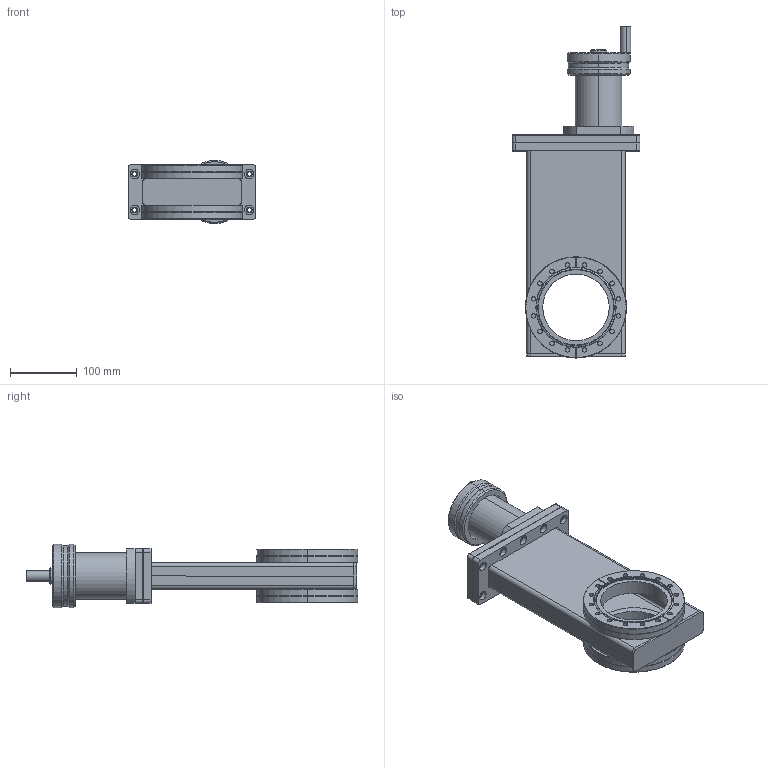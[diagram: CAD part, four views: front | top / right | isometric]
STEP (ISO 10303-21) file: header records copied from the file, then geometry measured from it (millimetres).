
FILE_DESCRIPTION (( 'STEP AP214' ), '1' );
FILE_NAME ('TLG4000_CF_FLANGES_MANUAL_ACTUATION_ELASTOMER_AND_METAL_BONNET.STEP', '2025-01-24T19:18:14', ( '' ), ( '' ), 'SwSTEP 2.0', 'SolidWorks 2023', '' );
FILE_SCHEMA (( 'AUTOMOTIVE_DESIGN' ));
Length unit declared in the file: inch
Products named in the file (1): TLG4000_CF_FLANGES_MANUAL_ACTUATION_ELASTOMER_AND_METAL_BONNET
Bounding box: 192 x 498.8 x 95 mm (x, y, z)
Volume: 1291706.4 mm3; surface area: 470369.2 mm2
Topology: 14 solids, 14 shells, 520 faces, 1251 edges, 785 vertices
Faces by surface type: cylinder 281, plane 165, cone 62, torus 12
Entity records: 16107 total; most frequent: CARTESIAN_POINT 3075, DIRECTION 2899, ORIENTED_EDGE 2474, EDGE_CURVE 1237, AXIS2_PLACEMENT_3D 1157, VERTEX_POINT 785, EDGE_LOOP 696, CIRCLE 636
